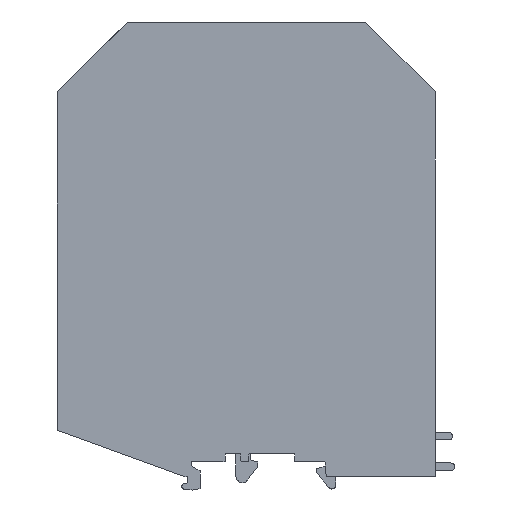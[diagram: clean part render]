
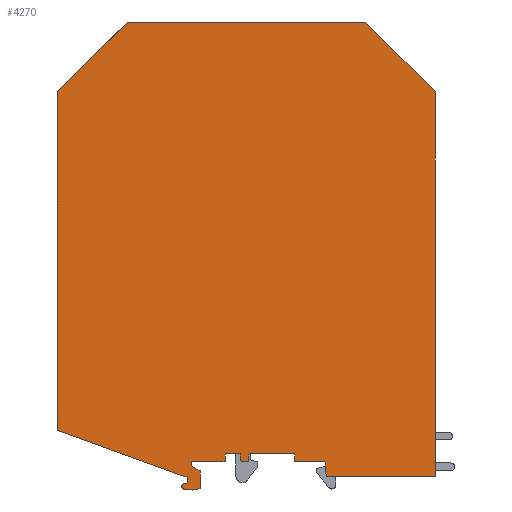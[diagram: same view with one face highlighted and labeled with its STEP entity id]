
A CAD part, left-side view. The second image highlights one B-rep face of the part: STEP entity #4270.
In plain terms, the highlighted face is planar.
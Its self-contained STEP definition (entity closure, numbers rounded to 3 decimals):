
#2180=CARTESIAN_POINT('',(120.797,759.807,-36.));
#2190=DIRECTION('',(0.,0.,-1.));
#2200=DIRECTION('',(-1.,0.,0.));
#2210=AXIS2_PLACEMENT_3D('',#2180,#2190,#2200);
#2220=PLANE('',#2210);
#2230=CARTESIAN_POINT('',(-650.096,0.,-36.));
#2240=DIRECTION('',(0.707,0.707,
0.));
#2250=VECTOR('',#2240,1.);
#2260=LINE('',#2230,#2250);
#2270=CARTESIAN_POINT('',(106.304,756.4,-36.));
#2280=VERTEX_POINT('',#2270);
#2290=CARTESIAN_POINT('',(124.804,774.9,-36.));
#2300=VERTEX_POINT('',#2290);
#2310=EDGE_CURVE('',#2280,#2300,#2260,.T.);
#2320=ORIENTED_EDGE('',*,*,#2310,.T.);
#2330=CARTESIAN_POINT('',(106.304,0.,-36.));
#2340=DIRECTION('',(0.,1.,0.));
#2350=VECTOR('',#2340,1.);
#2360=LINE('',#2330,#2350);
#2370=CARTESIAN_POINT('',(106.304,654.5,-36.));
#2380=VERTEX_POINT('',#2370);
#2390=EDGE_CURVE('',#2380,#2280,#2360,.T.);
#2400=ORIENTED_EDGE('',*,*,#2390,.T.);
#2410=CARTESIAN_POINT('',(0.504,654.5,-36.));
#2420=DIRECTION('',(-1.,0.,0.));
#2430=VECTOR('',#2420,1.);
#2440=LINE('',#2410,#2430);
#2450=CARTESIAN_POINT('',(135.209,654.5,-36.));
#2460=VERTEX_POINT('',#2450);
#2470=EDGE_CURVE('',#2460,#2380,#2440,.T.);
#2480=ORIENTED_EDGE('',*,*,#2470,.T.);
#2490=CARTESIAN_POINT('',(77.947,0.,-36.));
#2500=DIRECTION('',(-0.087,-0.996,
0.));
#2510=VECTOR('',#2500,1.);
#2520=LINE('',#2490,#2510);
#2530=CARTESIAN_POINT('',(135.554,658.45,-36.));
#2540=VERTEX_POINT('',#2530);
#2550=EDGE_CURVE('',#2540,#2460,#2520,.T.);
#2560=ORIENTED_EDGE('',*,*,#2550,.T.);
#2570=CARTESIAN_POINT('',(0.504,658.45,-36.));
#2580=DIRECTION('',(-1.,0.,0.));
#2590=VECTOR('',#2580,1.);
#2600=LINE('',#2570,#2590);
#2610=CARTESIAN_POINT('',(143.554,658.45,-36.));
#2620=VERTEX_POINT('',#2610);
#2630=EDGE_CURVE('',#2620,#2540,#2600,.T.);
#2640=ORIENTED_EDGE('',*,*,#2630,.T.);
#2650=CARTESIAN_POINT('',(143.554,0.,-36.));
#2660=DIRECTION('',(0.,-1.,0.));
#2670=VECTOR('',#2660,1.);
#2680=LINE('',#2650,#2670);
#2690=CARTESIAN_POINT('',(143.554,660.55,-36.));
#2700=VERTEX_POINT('',#2690);
#2710=EDGE_CURVE('',#2700,#2620,#2680,.T.);
#2720=ORIENTED_EDGE('',*,*,#2710,.T.);
#2730=CARTESIAN_POINT('',(0.504,660.55,-36.));
#2740=DIRECTION('',(-1.,0.,0.));
#2750=VECTOR('',#2740,1.);
#2760=LINE('',#2730,#2750);
#2770=CARTESIAN_POINT('',(155.654,660.55,-36.));
#2780=VERTEX_POINT('',#2770);
#2790=EDGE_CURVE('',#2780,#2700,#2760,.T.);
#2800=ORIENTED_EDGE('',*,*,#2790,.T.);
#2810=CARTESIAN_POINT('',(213.445,0.,-36.));
#2820=DIRECTION('',(-0.087,0.996,
0.));
#2830=VECTOR('',#2820,1.);
#2840=LINE('',#2810,#2830);
#2850=CARTESIAN_POINT('',(155.838,658.45,-36.));
#2860=VERTEX_POINT('',#2850);
#2870=EDGE_CURVE('',#2860,#2780,#2840,.T.);
#2880=ORIENTED_EDGE('',*,*,#2870,.T.);
#2890=CARTESIAN_POINT('',(0.504,658.45,-36.));
#2900=DIRECTION('',(-1.,0.,0.));
#2910=VECTOR('',#2900,1.);
#2920=LINE('',#2890,#2910);
#2930=CARTESIAN_POINT('',(157.771,658.45,-36.));
#2940=VERTEX_POINT('',#2930);
#2950=EDGE_CURVE('',#2940,#2860,#2920,.T.);
#2960=ORIENTED_EDGE('',*,*,#2950,.T.);
#2970=CARTESIAN_POINT('',(100.164,0.,-36.));
#2980=DIRECTION('',(-0.087,-0.996,
0.));
#2990=VECTOR('',#2980,1.);
#3000=LINE('',#2970,#2990);
#3010=CARTESIAN_POINT('',(157.954,660.55,-36.));
#3020=VERTEX_POINT('',#3010);
#3030=EDGE_CURVE('',#3020,#2940,#3000,.T.);
#3040=ORIENTED_EDGE('',*,*,#3030,.T.);
#3050=CARTESIAN_POINT('',(0.504,660.55,-36.));
#3060=DIRECTION('',(-1.,0.,0.));
#3070=VECTOR('',#3060,1.);
#3080=LINE('',#3050,#3070);
#3090=CARTESIAN_POINT('',(162.004,660.55,-36.));
#3100=VERTEX_POINT('',#3090);
#3110=EDGE_CURVE('',#3100,#3020,#3080,.T.);
#3120=ORIENTED_EDGE('',*,*,#3110,.T.);
#3130=CARTESIAN_POINT('',(162.004,0.,-36.));
#3140=DIRECTION('',(0.,1.,0.));
#3150=VECTOR('',#3140,1.);
#3160=LINE('',#3130,#3150);
#3170=CARTESIAN_POINT('',(162.004,658.45,-36.));
#3180=VERTEX_POINT('',#3170);
#3190=EDGE_CURVE('',#3180,#3100,#3160,.T.);
#3200=ORIENTED_EDGE('',*,*,#3190,.T.);
#3210=CARTESIAN_POINT('',(0.504,658.45,-36.));
#3220=DIRECTION('',(-1.,0.,0.));
#3230=VECTOR('',#3220,1.);
#3240=LINE('',#3210,#3230);
#3250=CARTESIAN_POINT('',(170.904,658.45,-36.));
#3260=VERTEX_POINT('',#3250);
#3270=EDGE_CURVE('',#3260,#3180,#3240,.T.);
#3280=ORIENTED_EDGE('',*,*,#3270,.T.);
#3290=CARTESIAN_POINT('',(170.904,0.,-36.));
#3300=DIRECTION('',(0.,1.,0.));
#3310=VECTOR('',#3300,1.);
#3320=LINE('',#3290,#3310);
#3330=CARTESIAN_POINT('',(170.904,657.35,-36.));
#3340=VERTEX_POINT('',#3330);
#3350=EDGE_CURVE('',#3340,#3260,#3320,.T.);
#3360=ORIENTED_EDGE('',*,*,#3350,.T.);
#3370=CARTESIAN_POINT('',(0.504,558.97,-36.));
#3380=DIRECTION('',(0.866,0.5,
0.));
#3390=VECTOR('',#3380,1.);
#3400=LINE('',#3370,#3390);
#3410=CARTESIAN_POINT('',(168.604,656.022,-36.));
#3420=VERTEX_POINT('',#3410);
#3430=EDGE_CURVE('',#3420,#3340,#3400,.T.);
#3440=ORIENTED_EDGE('',*,*,#3430,.T.);
#3450=CARTESIAN_POINT('',(168.604,0.,-36.));
#3460=DIRECTION('',(0.,1.,0.));
#3470=VECTOR('',#3460,1.);
#3480=LINE('',#3450,#3470);
#3490=CARTESIAN_POINT('',(168.604,651.367,-36.));
#3500=VERTEX_POINT('',#3490);
#3510=EDGE_CURVE('',#3500,#3420,#3480,.T.);
#3520=ORIENTED_EDGE('',*,*,#3510,.T.);
#3530=CARTESIAN_POINT('',(170.983,658.163,-36.));
#3540=DIRECTION('',(0.,0.,1.));
#3550=DIRECTION('',(1.,0.,0.));
#3560=AXIS2_PLACEMENT_3D('',#3530,#3540,#3550);
#3570=CIRCLE('',#3560,7.2);
#3580=CARTESIAN_POINT('',(172.905,651.225,-36.));
#3590=VERTEX_POINT('',#3580);
#3600=EDGE_CURVE('',#3500,#3590,#3570,.T.);
#3610=ORIENTED_EDGE('',*,*,#3600,.F.);
#3620=CARTESIAN_POINT('',(172.704,651.947,-36.));
#3630=DIRECTION('',(0.,0.,1.));
#3640=DIRECTION('',(1.,0.,0.));
#3650=AXIS2_PLACEMENT_3D('',#3620,#3630,#3640);
#3660=CIRCLE('',#3650,0.75);
#3670=CARTESIAN_POINT('',(172.835,652.686,-36.));
#3680=VERTEX_POINT('',#3670);
#3690=EDGE_CURVE('',#3590,#3680,#3660,.T.);
#3700=ORIENTED_EDGE('',*,*,#3690,.F.);
#3710=CARTESIAN_POINT('',(0.504,683.072,-36.));
#3720=DIRECTION('',(0.985,-0.174,
0.));
#3730=VECTOR('',#3720,1.);
#3740=LINE('',#3710,#3730);
#3750=CARTESIAN_POINT('',(171.904,652.85,-36.));
#3760=VERTEX_POINT('',#3750);
#3770=EDGE_CURVE('',#3760,#3680,#3740,.T.);
#3780=ORIENTED_EDGE('',*,*,#3770,.T.);
#3790=CARTESIAN_POINT('',(171.904,0.,-36.));
#3800=DIRECTION('',(0.,-1.,0.));
#3810=VECTOR('',#3800,1.);
#3820=LINE('',#3790,#3810);
#3830=CARTESIAN_POINT('',(171.904,654.5,-36.));
#3840=VERTEX_POINT('',#3830);
#3850=EDGE_CURVE('',#3840,#3760,#3820,.T.);
#3860=ORIENTED_EDGE('',*,*,#3850,.T.);
#3870=CARTESIAN_POINT('',(0.504,654.5,-36.));
#3880=DIRECTION('',(-1.,0.,0.));
#3890=VECTOR('',#3880,1.);
#3900=LINE('',#3870,#3890);
#3910=CARTESIAN_POINT('',(172.662,654.5,-36.));
#3920=VERTEX_POINT('',#3910);
#3930=EDGE_CURVE('',#3920,#3840,#3900,.T.);
#3940=ORIENTED_EDGE('',*,*,#3930,.T.);
#3950=CARTESIAN_POINT('',(0.504,591.84,-36.));
#3960=DIRECTION('',(-0.94,-0.342,
0.));
#3970=VECTOR('',#3960,1.);
#3980=LINE('',#3950,#3970);
#3990=CARTESIAN_POINT('',(206.404,666.781,-36.));
#4000=VERTEX_POINT('',#3990);
#4010=EDGE_CURVE('',#4000,#3920,#3980,.T.);
#4020=ORIENTED_EDGE('',*,*,#4010,.T.);
#4030=CARTESIAN_POINT('',(206.404,0.,-36.));
#4040=DIRECTION('',(0.,-1.,0.));
#4050=VECTOR('',#4040,1.);
#4060=LINE('',#4030,#4050);
#4070=CARTESIAN_POINT('',(206.404,756.4,-36.));
#4080=VERTEX_POINT('',#4070);
#4090=EDGE_CURVE('',#4080,#4000,#4060,.T.);
#4100=ORIENTED_EDGE('',*,*,#4090,.T.);
#4110=CARTESIAN_POINT('',(962.804,0.,-36.));
#4120=DIRECTION('',(0.707,-0.707,
0.));
#4130=VECTOR('',#4120,1.);
#4140=LINE('',#4110,#4130);
#4150=CARTESIAN_POINT('',(187.904,774.9,-36.));
#4160=VERTEX_POINT('',#4150);
#4170=EDGE_CURVE('',#4160,#4080,#4140,.T.);
#4180=ORIENTED_EDGE('',*,*,#4170,.T.);
#4190=CARTESIAN_POINT('',(0.504,774.9,-36.));
#4200=DIRECTION('',(1.,0.,0.));
#4210=VECTOR('',#4200,1.);
#4220=LINE('',#4190,#4210);
#4230=EDGE_CURVE('',#2300,#4160,#4220,.T.);
#4240=ORIENTED_EDGE('',*,*,#4230,.T.);
#4250=EDGE_LOOP('',(#4240,#4180,#4100,#4020,#3940,#3860,#3780,#3700,
#3610,#3520,#3440,#3360,#3280,#3200,#3120,#3040,#2960,#2880,#2800,#2720,
#2640,#2560,#2480,#2400,#2320));
#4260=FACE_OUTER_BOUND('',#4250,.T.);
#4270=ADVANCED_FACE('',(#4260),#2220,.T.);
